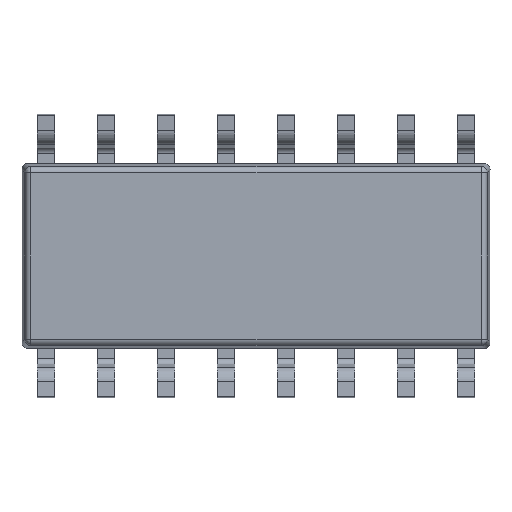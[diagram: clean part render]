
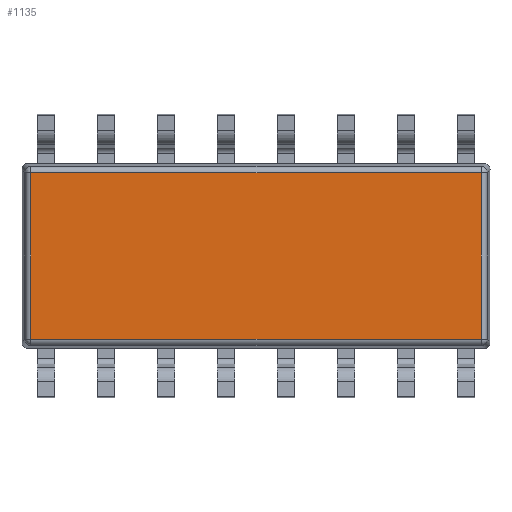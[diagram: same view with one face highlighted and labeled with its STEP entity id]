
A CAD part, front view. The second image highlights one B-rep face of the part: STEP entity #1135.
In plain terms, the highlighted planar face has unit normal (0, -1, 0).
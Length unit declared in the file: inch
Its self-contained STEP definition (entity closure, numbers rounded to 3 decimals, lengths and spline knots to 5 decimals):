
#348=DIRECTION('',(0.,0.,1.));
#349=VECTOR('',#348,0.13914);
#350=CARTESIAN_POINT('',(0.18757,-0.0325,-0.06957));
#351=LINE('',#350,#349);
#362=DIRECTION('',(1.,0.,0.));
#363=VECTOR('',#362,0.37514);
#364=CARTESIAN_POINT('',(-0.18757,-0.0325,-0.06957));
#365=LINE('',#364,#363);
#544=DIRECTION('',(-1.,0.,0.));
#545=VECTOR('',#544,0.37514);
#546=CARTESIAN_POINT('',(0.18757,-0.0325,0.06957));
#547=LINE('',#546,#545);
#582=DIRECTION('',(0.,0.,-1.));
#583=VECTOR('',#582,0.13914);
#584=CARTESIAN_POINT('',(-0.18757,-0.0325,0.06957));
#585=LINE('',#584,#583);
#809=CARTESIAN_POINT('',(0.18757,-0.0325,-0.06957));
#810=CARTESIAN_POINT('',(0.18757,-0.0325,0.06957));
#811=VERTEX_POINT('',#809);
#812=VERTEX_POINT('',#810);
#813=CARTESIAN_POINT('',(-0.18757,-0.0325,-0.06957));
#814=VERTEX_POINT('',#813);
#815=CARTESIAN_POINT('',(-0.18757,-0.0325,0.06957));
#816=VERTEX_POINT('',#815);
#1121=CARTESIAN_POINT('',(0.,-0.0325,0.));
#1122=DIRECTION('',(0.,-1.,0.));
#1123=DIRECTION('',(-1.,0.,0.));
#1124=AXIS2_PLACEMENT_3D('',#1121,#1122,#1123);
#1125=PLANE('',#1124);
#1126=ORIENTED_EDGE('',*,*,#1111,.F.);
#1128=ORIENTED_EDGE('',*,*,#1127,.F.);
#1130=ORIENTED_EDGE('',*,*,#1129,.F.);
#1132=ORIENTED_EDGE('',*,*,#1131,.F.);
#1133=EDGE_LOOP('',(#1126,#1128,#1130,#1132));
#1134=FACE_OUTER_BOUND('',#1133,.F.);
#1135=ADVANCED_FACE('',(#1134),#1125,.T.);
#1111=EDGE_CURVE('',#811,#812,#351,.T.);
#1127=EDGE_CURVE('',#814,#811,#365,.T.);
#1129=EDGE_CURVE('',#816,#814,#585,.T.);
#1131=EDGE_CURVE('',#812,#816,#547,.T.);
